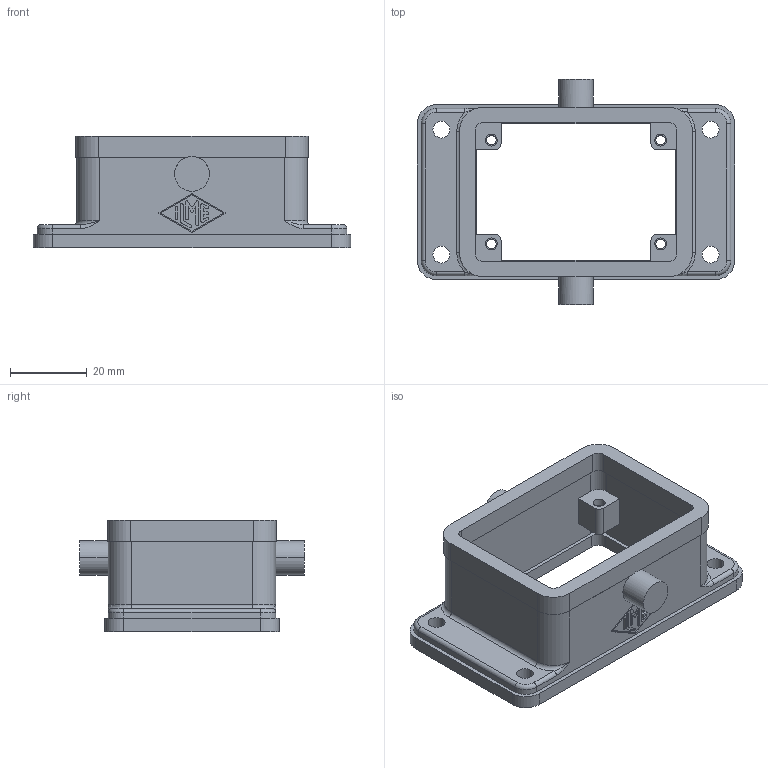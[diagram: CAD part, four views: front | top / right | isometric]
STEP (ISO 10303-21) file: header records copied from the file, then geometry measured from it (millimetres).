
FILE_DESCRIPTION(('Creo Elements/Direct Modeling STEP Export'),'2;1');
FILE_NAME('CHI_06_YC.stp','2014-07-01T16:31:08',(''),(''),'Creo Elements/Direct Modeling STEP processor for AP214 (Solid Model)','Creo Elements/Direct Modeling 18.0B 02-Dec-2011 (C) Parametric Technology GmbH','');
FILE_SCHEMA(('AUTOMOTIVE_DESIGN { 1 0 10303 214 1 1 1 1 }'));
Length unit declared in the file: millimetre
Products named in the file (1): CHI_06_YC
Bounding box: 82.5 x 58.5 x 29 mm (x, y, z)
Volume: 26392.2 mm3; surface area: 16565.2 mm2
Topology: 1 solids, 1 shells, 209 faces, 554 edges, 360 vertices
Faces by surface type: cylinder 99, plane 98, torus 8, bspline 4
Entity records: 6656 total; most frequent: CARTESIAN_POINT 1424, ORIENTED_EDGE 1100, DIRECTION 1080, EDGE_CURVE 550, AXIS2_PLACEMENT_3D 376, VERTEX_POINT 360, VECTOR 328, LINE 328
